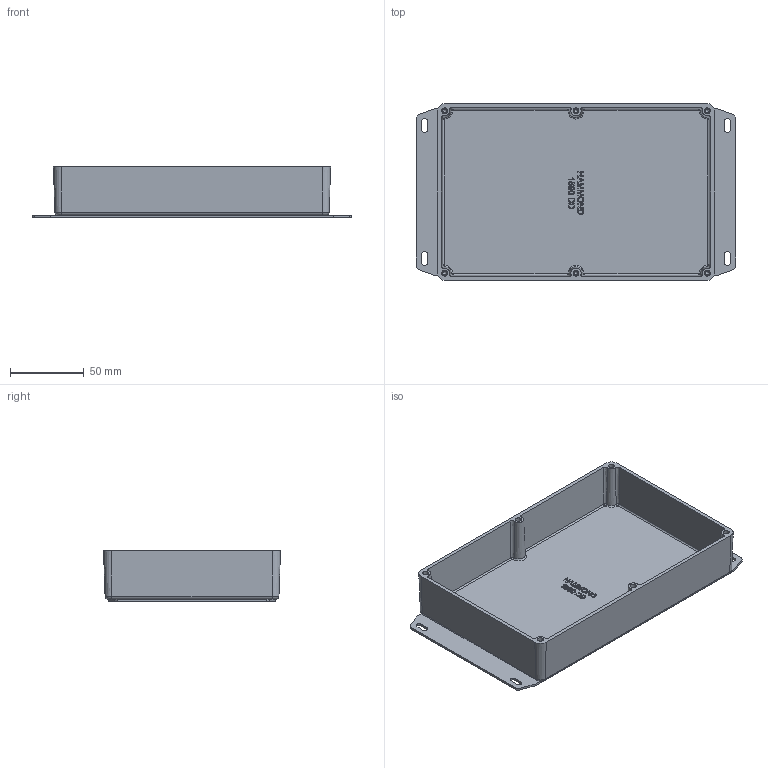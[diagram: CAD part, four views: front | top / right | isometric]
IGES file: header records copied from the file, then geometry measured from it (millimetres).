
Global section: file name: No Iges File Name specified; native system: Autodesk Inventor 2010; preprocessor: AutoDesk Inventor Iges Exporter R2010; author: tcook; date: 20090611.115741; units: inch
Bounding box: 216.64 x 120 x 34.5 mm (x, y, z)
Volume: 141856.8 mm3; surface area: 131436.1 mm2
Topology: 2 solids, 2 shells, 321 faces, 826 edges, 530 vertices
Faces by surface type: plane 145, bspline 144, revolution 14, cone 10, cylinder 4, torus 4
